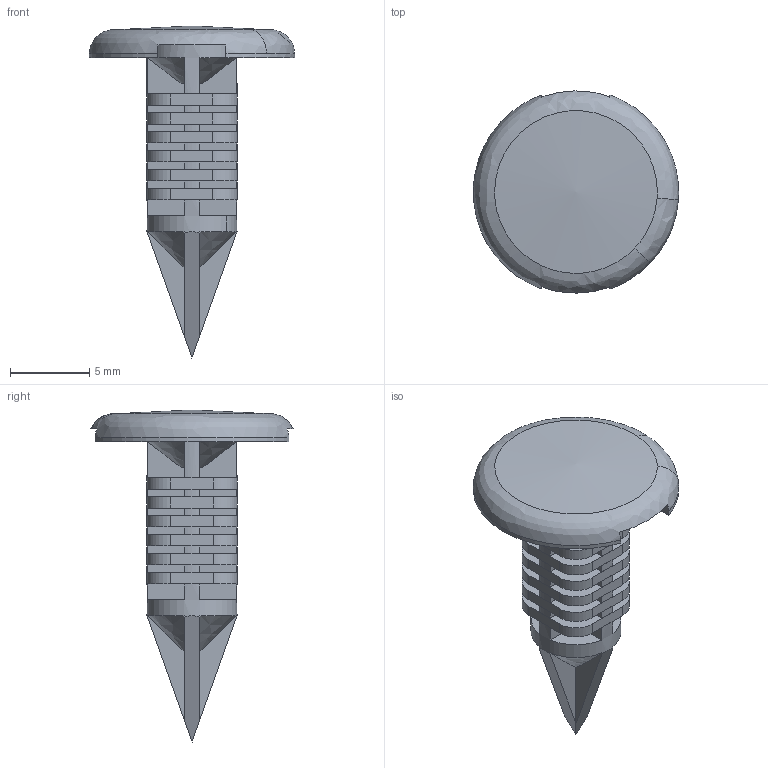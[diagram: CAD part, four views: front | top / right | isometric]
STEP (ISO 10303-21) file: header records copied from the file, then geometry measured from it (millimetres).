
FILE_DESCRIPTION((''),'2;1');
FILE_NAME('','2006-10-06T18:14:16',(''),(''),'','CADfix','');
FILE_SCHEMA(('AUTOMOTIVE_DESIGN'));
Length unit declared in the file: millimetre
Products named in the file (1): fastener
Bounding box: 12.99 x 12.8 x 21 mm (x, y, z)
Volume: 470.9 mm3; surface area: 884.5 mm2
Topology: 1 solids, 1 shells, 219 faces, 592 edges, 375 vertices
Faces by surface type: bspline 219
Entity records: 6444 total; most frequent: CARTESIAN_POINT 3056, ORIENTED_EDGE 1184, EDGE_CURVE 592, QUASI_UNIFORM_CURVE 382, VERTEX_POINT 375, EDGE_LOOP 219, FACE_OUTER_BOUND 219, ADVANCED_FACE 219
